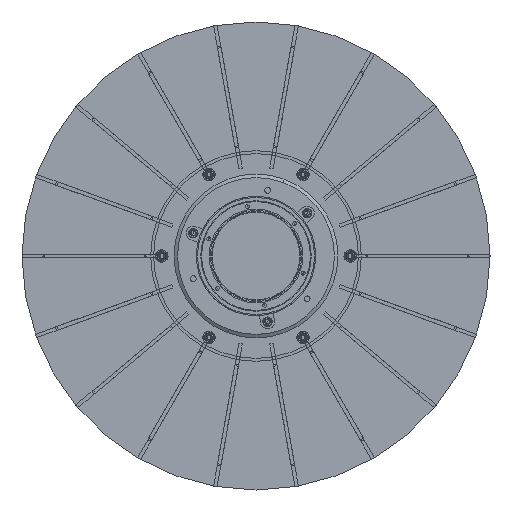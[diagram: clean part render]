
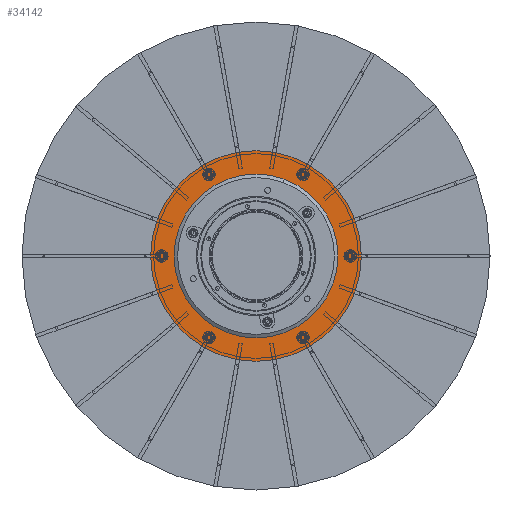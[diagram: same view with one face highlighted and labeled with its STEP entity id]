
A CAD part, front view. The second image highlights one B-rep face of the part: STEP entity #34142.
In plain terms, the highlighted planar face has unit normal (0, -1, 0).
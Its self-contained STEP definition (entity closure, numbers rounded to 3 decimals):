
#724 = AXIS2_PLACEMENT_3D ( 'NONE', #29103, #12595, #31894 ) ;
#802 = DIRECTION ( 'NONE',  ( 0., 1., 0. ) ) ;
#865 = EDGE_LOOP ( 'NONE', ( #13624, #19175 ) ) ;
#889 = EDGE_CURVE ( 'NONE', #34573, #21441, #22587, .T. ) ;
#1463 = AXIS2_PLACEMENT_3D ( 'NONE', #25447, #802, #20064 ) ;
#2894 = AXIS2_PLACEMENT_3D ( 'NONE', #4141, #23342, #6889 ) ;
#3115 = CIRCLE ( 'NONE', #7226, 4. ) ;
#3170 = EDGE_LOOP ( 'NONE', ( #10093, #23473 ) ) ;
#3193 = CARTESIAN_POINT ( 'NONE',  ( 49.363, 0., 28.5 ) ) ;
#3232 = FACE_BOUND ( 'NONE', #11404, .T. ) ;
#3414 = CIRCLE ( 'NONE', #724, 4. ) ;
#3836 = DIRECTION ( 'NONE',  ( 0., 1., 0. ) ) ;
#4141 = CARTESIAN_POINT ( 'NONE',  ( -49.363, 0., 28.5 ) ) ;
#4184 = EDGE_CURVE ( 'NONE', #12458, #27921, #3414, .T. ) ;
#5328 = CARTESIAN_POINT ( 'NONE',  ( 49.363, 0., 32.5 ) ) ;
#5500 = VERTEX_POINT ( 'NONE', #35422 ) ;
#5576 = CARTESIAN_POINT ( 'NONE',  ( 0., 0., 0. ) ) ;
#5945 = DIRECTION ( 'NONE',  ( 0., 0., 1. ) ) ;
#6404 = ORIENTED_EDGE ( 'NONE', *, *, #889, .T. ) ;
#6889 = DIRECTION ( 'NONE',  ( 0., 0., 1. ) ) ;
#7226 = AXIS2_PLACEMENT_3D ( 'NONE', #11470, #30741, #14234 ) ;
#8375 = DIRECTION ( 'NONE',  ( 0., 0., 1. ) ) ;
#8654 = CIRCLE ( 'NONE', #31779, 51. ) ;
#8712 = AXIS2_PLACEMENT_3D ( 'NONE', #3193, #22419, #5945 ) ;
#9244 = ORIENTED_EDGE ( 'NONE', *, *, #16605, .T. ) ;
#9508 = CIRCLE ( 'NONE', #32555, 90. ) ;
#10093 = ORIENTED_EDGE ( 'NONE', *, *, #26140, .T. ) ;
#10587 = FACE_BOUND ( 'NONE', #3170, .T. ) ;
#11116 = CARTESIAN_POINT ( 'NONE',  ( 0., 0., 0. ) ) ;
#11179 = EDGE_CURVE ( 'NONE', #35412, #13472, #20224, .T. ) ;
#11404 = EDGE_LOOP ( 'NONE', ( #35222, #9244 ) ) ;
#11421 = FACE_BOUND ( 'NONE', #28341, .T. ) ;
#11470 = CARTESIAN_POINT ( 'NONE',  ( 0., 0., -57. ) ) ;
#12350 = EDGE_LOOP ( 'NONE', ( #31449, #6404 ) ) ;
#12458 = VERTEX_POINT ( 'NONE', #31441 ) ;
#12595 = DIRECTION ( 'NONE',  ( 0., 1., 0. ) ) ;
#13017 = CIRCLE ( 'NONE', #29719, 51. ) ;
#13155 = CIRCLE ( 'NONE', #8712, 4. ) ;
#13472 = VERTEX_POINT ( 'NONE', #30782 ) ;
#13624 = ORIENTED_EDGE ( 'NONE', *, *, #11179, .F. ) ;
#13804 = AXIS2_PLACEMENT_3D ( 'NONE', #14741, #34017, #17519 ) ;
#13863 = DIRECTION ( 'NONE',  ( 0., 0., 1. ) ) ;
#14234 = DIRECTION ( 'NONE',  ( 0., 0., 1. ) ) ;
#14252 = ORIENTED_EDGE ( 'NONE', *, *, #23533, .T. ) ;
#14517 = CARTESIAN_POINT ( 'NONE',  ( -49.363, 0., 32.5 ) ) ;
#14562 = VERTEX_POINT ( 'NONE', #14517 ) ;
#14704 = CARTESIAN_POINT ( 'NONE',  ( 0., 0., -53. ) ) ;
#14741 = CARTESIAN_POINT ( 'NONE',  ( 0., 0., 0. ) ) ;
#14886 = CARTESIAN_POINT ( 'NONE',  ( 49.363, 0., 28.5 ) ) ;
#15344 = CARTESIAN_POINT ( 'NONE',  ( -49.363, 0., 28.5 ) ) ;
#16322 = CIRCLE ( 'NONE', #2894, 4. ) ;
#16605 = EDGE_CURVE ( 'NONE', #21947, #5500, #8654, .T. ) ;
#17192 = CARTESIAN_POINT ( 'NONE',  ( 0., 0., -90. ) ) ;
#17274 = PLANE ( 'NONE',  #1463 ) ;
#17519 = DIRECTION ( 'NONE',  ( 0., 0., 1. ) ) ;
#17648 = DIRECTION ( 'NONE',  ( 0., 0., 1. ) ) ;
#17897 = FACE_BOUND ( 'NONE', #12350, .T. ) ;
#18119 = DIRECTION ( 'NONE',  ( 0., 0., 1. ) ) ;
#19175 = ORIENTED_EDGE ( 'NONE', *, *, #23804, .F. ) ;
#20064 = DIRECTION ( 'NONE',  ( 0., 0., 1. ) ) ;
#20224 = CIRCLE ( 'NONE', #13804, 90. ) ;
#20328 = CARTESIAN_POINT ( 'NONE',  ( 0., 0., 0. ) ) ;
#20995 = EDGE_CURVE ( 'NONE', #21441, #34573, #13155, .T. ) ;
#21441 = VERTEX_POINT ( 'NONE', #5328 ) ;
#21947 = VERTEX_POINT ( 'NONE', #22574 ) ;
#22419 = DIRECTION ( 'NONE',  ( 0., 1., 0. ) ) ;
#22574 = CARTESIAN_POINT ( 'NONE',  ( 0., 0., 51. ) ) ;
#22587 = CIRCLE ( 'NONE', #34321, 4. ) ;
#22715 = EDGE_CURVE ( 'NONE', #5500, #21947, #13017, .T. ) ;
#23052 = DIRECTION ( 'NONE',  ( 0., 0., 1. ) ) ;
#23342 = DIRECTION ( 'NONE',  ( 0., 1., 0. ) ) ;
#23473 = ORIENTED_EDGE ( 'NONE', *, *, #4184, .T. ) ;
#23533 = EDGE_CURVE ( 'NONE', #14562, #24896, #31063, .T. ) ;
#23804 = EDGE_CURVE ( 'NONE', #13472, #35412, #9508, .T. ) ;
#23837 = CARTESIAN_POINT ( 'NONE',  ( -49.363, 0., 24.5 ) ) ;
#24833 = DIRECTION ( 'NONE',  ( 0., 1., 0. ) ) ;
#24896 = VERTEX_POINT ( 'NONE', #23837 ) ;
#25447 = CARTESIAN_POINT ( 'NONE',  ( 0., 0., 0. ) ) ;
#25818 = AXIS2_PLACEMENT_3D ( 'NONE', #15344, #34639, #18119 ) ;
#26140 = EDGE_CURVE ( 'NONE', #27921, #12458, #3115, .T. ) ;
#27921 = VERTEX_POINT ( 'NONE', #14704 ) ;
#28258 = EDGE_CURVE ( 'NONE', #24896, #14562, #16322, .T. ) ;
#28341 = EDGE_LOOP ( 'NONE', ( #14252, #33379 ) ) ;
#29103 = CARTESIAN_POINT ( 'NONE',  ( 0., 0., -57. ) ) ;
#29719 = AXIS2_PLACEMENT_3D ( 'NONE', #20328, #3836, #23052 ) ;
#30372 = DIRECTION ( 'NONE',  ( 0., 1., 0. ) ) ;
#30741 = DIRECTION ( 'NONE',  ( 0., 1., 0. ) ) ;
#30782 = CARTESIAN_POINT ( 'NONE',  ( 0., 0., 90. ) ) ;
#31063 = CIRCLE ( 'NONE', #25818, 4. ) ;
#31441 = CARTESIAN_POINT ( 'NONE',  ( 0., 0., -61. ) ) ;
#31449 = ORIENTED_EDGE ( 'NONE', *, *, #20995, .T. ) ;
#31779 = AXIS2_PLACEMENT_3D ( 'NONE', #5576, #24833, #8375 ) ;
#31894 = DIRECTION ( 'NONE',  ( 0., 0., 1. ) ) ;
#32545 = FACE_OUTER_BOUND ( 'NONE', #865, .T. ) ;
#32555 = AXIS2_PLACEMENT_3D ( 'NONE', #11116, #30372, #13863 ) ;
#33379 = ORIENTED_EDGE ( 'NONE', *, *, #28258, .T. ) ;
#34017 = DIRECTION ( 'NONE',  ( 0., 1., 0. ) ) ;
#34142 = ADVANCED_FACE ( 'NONE', ( #17897, #11421, #10587, #3232, #32545 ), #17274, .F. ) ;
#34156 = DIRECTION ( 'NONE',  ( 0., 1., 0. ) ) ;
#34321 = AXIS2_PLACEMENT_3D ( 'NONE', #14886, #34156, #17648 ) ;
#34573 = VERTEX_POINT ( 'NONE', #35621 ) ;
#34639 = DIRECTION ( 'NONE',  ( 0., 1., 0. ) ) ;
#35222 = ORIENTED_EDGE ( 'NONE', *, *, #22715, .T. ) ;
#35412 = VERTEX_POINT ( 'NONE', #17192 ) ;
#35422 = CARTESIAN_POINT ( 'NONE',  ( 0., 0., -51. ) ) ;
#35621 = CARTESIAN_POINT ( 'NONE',  ( 49.363, 0., 24.5 ) ) ;
